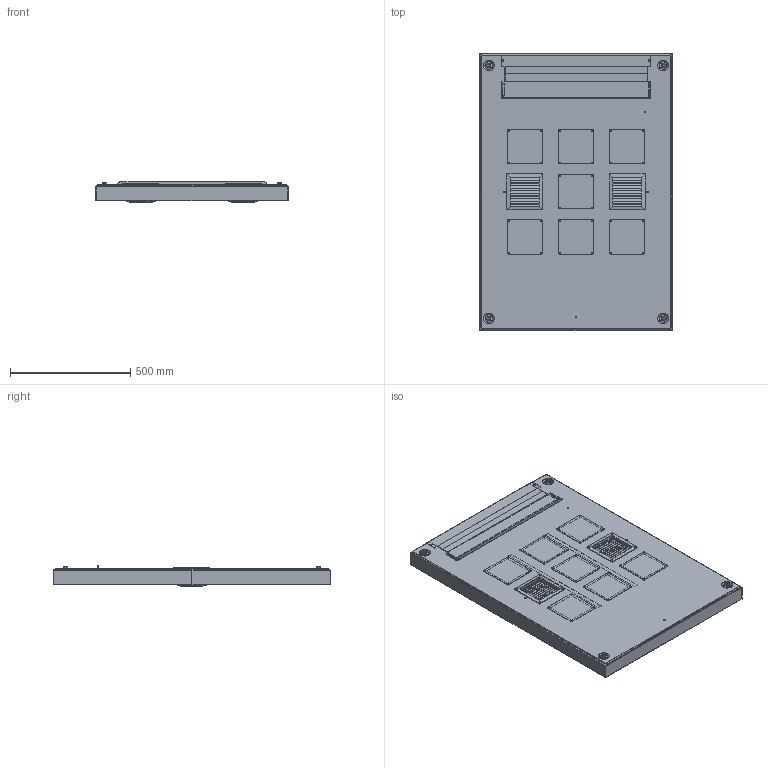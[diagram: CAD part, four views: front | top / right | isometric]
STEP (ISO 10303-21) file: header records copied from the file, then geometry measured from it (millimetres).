
FILE_DESCRIPTION(/* description */ ('This is a sample STEP configuration'),/* implementation_level */ '2;1');
FILE_NAME(/* name */ '19DA-80120_mit-ZW-SO_STEP.stp',/* time_stamp */ '2024-05-29T13:16:11+02:00',/* author */ ('powerJobs'),/* organization */ ('coolOrange'),/* preprocessor_version */ 'ST-DEVELOPER v20',/* originating_system */ 'Autodesk Inventor 2024',/* authorisation */ '');
FILE_SCHEMA (('AUTOMOTIVE_DESIGN { 1 0 10303 214 3 1 1 }'));
Length unit declared in the file: millimetre
Products named in the file (17): ENG-000009521; 19DA-80120; DB-Schiebeflansch-C; DB-Flansch-hinten-C; ENG-000008410; 19DA_Z_525; Blinddeckel-PF20; PF2000; Einpressbolzen-M6x15; Dachblech_Bef_TSRM; SHB-DICHT-EPDM-A2-M12; DIN 912 - M12 x 25; Käfigmutter-M8; Käfig-M12; K-M12; ZW-SO_C_1200; ZW-SO_C_1200_1
Assembly tree (32 placements, depth 4):
  ENG-000009521
    19DA-80120
    DB-Schiebeflansch-C
    DB-Flansch-hinten-C
    ENG-000008410  x2
    Einpressbolzen-M6x15  x4
    19DA_Z_525  x2
    Blinddeckel-PF20  x7
    PF2000  x2
    Dachblech_Bef_TSRM  x4
      SHB-DICHT-EPDM-A2-M12
      DIN 912 - M12 x 25
      Käfigmutter-M8
        Käfig-M12
        K-M12
    ZW-SO_C_1200
      ZW-SO_C_1200_1  x2
Bounding box: 799 x 1150 x 83.5 mm (x, y, z)
Volume: 5843567.2 mm3; surface area: 3875840.8 mm2
Topology: 40 solids, 40 shells, 1294 faces, 3420 edges, 2196 vertices
Faces by surface type: plane 844, cylinder 366, cone 56, torus 28
Full cylindrical faces by diameter (mm): 1 x8, 4.2 x90, 5.2 x28, 6 x4, 6.2 x10, 8 x4, 10.106 x4, 12 x8, 12.5 x4, 13.3 x4, 14 x4, 14.3 x4, 18 x4, 28 x4, 29 x4, 119 x2
Entity records: 20434 total; most frequent: CARTESIAN_POINT 3619, DIRECTION 3361, ORIENTED_EDGE 3296, EDGE_CURVE 1648, LINE 1147, VECTOR 1147, AXIS2_PLACEMENT_3D 1107, VERTEX_POINT 1057
